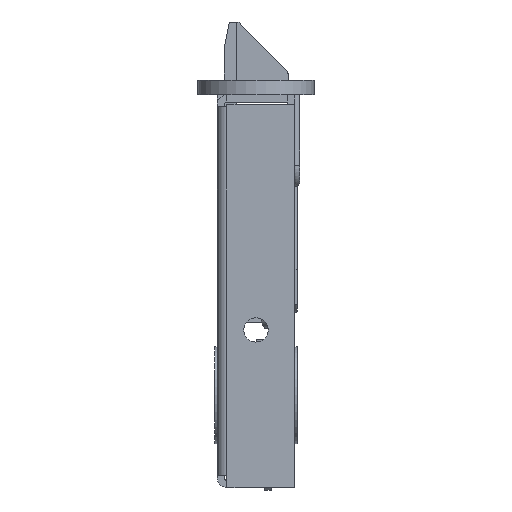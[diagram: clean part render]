
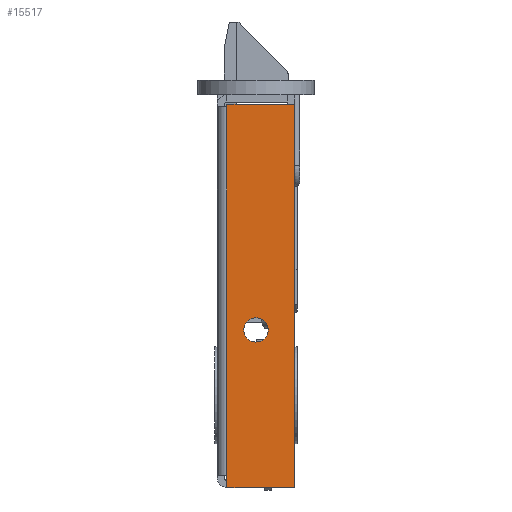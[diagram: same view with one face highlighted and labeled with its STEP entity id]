
A CAD part, left-side view. The second image highlights one B-rep face of the part: STEP entity #15517.
In plain terms, the highlighted planar face has unit normal (-1, 0, 0).
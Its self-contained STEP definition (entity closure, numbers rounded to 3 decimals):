
#3175=DIRECTION('',(0.,-1.,0.));
#3176=VECTOR('',#3175,14.);
#3177=CARTESIAN_POINT('',(0.,14.5,-81.9));
#3178=LINE('',#3177,#3176);
#3895=DIRECTION('',(0.,0.,-1.));
#3896=VECTOR('',#3895,76.);
#3897=CARTESIAN_POINT('',(0.,14.5,-3.4));
#3898=LINE('',#3897,#3896);
#3899=DIRECTION('',(0.,0.,1.));
#3900=VECTOR('',#3899,0.5);
#3901=CARTESIAN_POINT('',(0.,14.5,-3.4));
#3902=LINE('',#3901,#3900);
#3903=DIRECTION('',(0.,1.,0.));
#3904=VECTOR('',#3903,14.);
#3905=CARTESIAN_POINT('',(0.,0.5,-2.9));
#3906=LINE('',#3905,#3904);
#3907=DIRECTION('',(0.,0.,1.));
#3908=VECTOR('',#3907,79.);
#3909=CARTESIAN_POINT('',(0.,0.5,-81.9));
#3910=LINE('',#3909,#3908);
#3911=DIRECTION('',(0.,0.,1.));
#3912=VECTOR('',#3911,2.5);
#3913=CARTESIAN_POINT('',(0.,14.5,-81.9));
#3914=LINE('',#3913,#3912);
#3915=CARTESIAN_POINT('',(0.,8.5,-49.4));
#3916=DIRECTION('',(-1.,0.,0.));
#3917=DIRECTION('',(0.,0.,-1.));
#3918=AXIS2_PLACEMENT_3D('',#3915,#3916,#3917);
#3920=CARTESIAN_POINT('',(0.,8.5,-49.4));
#3921=DIRECTION('',(-1.,0.,0.));
#3922=DIRECTION('',(0.,0.,1.));
#3923=AXIS2_PLACEMENT_3D('',#3920,#3921,#3922);
#9492=CARTESIAN_POINT('',(0.,0.5,-81.9));
#9493=CARTESIAN_POINT('',(0.,0.5,-2.9));
#9494=VERTEX_POINT('',#9492);
#9495=VERTEX_POINT('',#9493);
#9696=CARTESIAN_POINT('',(0.,8.5,-51.9));
#9697=CARTESIAN_POINT('',(0.,8.5,-46.9));
#9698=VERTEX_POINT('',#9696);
#9699=VERTEX_POINT('',#9697);
#10019=CARTESIAN_POINT('',(0.,14.5,-81.9));
#10021=VERTEX_POINT('',#10019);
#10028=CARTESIAN_POINT('',(0.,14.5,-2.9));
#10030=VERTEX_POINT('',#10028);
#10135=CARTESIAN_POINT('',(0.,14.5,-79.4));
#10137=VERTEX_POINT('',#10135);
#10141=CARTESIAN_POINT('',(0.,14.5,-3.4));
#10142=VERTEX_POINT('',#10141);
#15496=CARTESIAN_POINT('',(0.,15.,-62.9));
#15497=DIRECTION('',(1.,0.,0.));
#15498=DIRECTION('',(0.,0.,1.));
#15499=AXIS2_PLACEMENT_3D('',#15496,#15497,#15498);
#15500=PLANE('',#15499);
#15501=ORIENTED_EDGE('',*,*,#15424,.F.);
#15503=ORIENTED_EDGE('',*,*,#15502,.T.);
#15504=ORIENTED_EDGE('',*,*,#15488,.F.);
#15505=ORIENTED_EDGE('',*,*,#14373,.F.);
#15506=ORIENTED_EDGE('',*,*,#14676,.F.);
#15508=ORIENTED_EDGE('',*,*,#15507,.T.);
#15509=EDGE_LOOP('',(#15501,#15503,#15504,#15505,#15506,#15508));
#15510=FACE_OUTER_BOUND('',#15509,.F.);
#15512=ORIENTED_EDGE('',*,*,#15511,.T.);
#15514=ORIENTED_EDGE('',*,*,#15513,.T.);
#15515=EDGE_LOOP('',(#15512,#15514));
#15516=FACE_BOUND('',#15515,.F.);
#15517=ADVANCED_FACE('',(#15510,#15516),#15500,.F.);
#3919=CIRCLE('',#3918,2.5);
#3924=CIRCLE('',#3923,2.5);
#14373=EDGE_CURVE('',#9494,#9495,#3910,.T.);
#14676=EDGE_CURVE('',#10021,#9494,#3178,.T.);
#15424=EDGE_CURVE('',#10142,#10137,#3898,.T.);
#15488=EDGE_CURVE('',#9495,#10030,#3906,.T.);
#15502=EDGE_CURVE('',#10142,#10030,#3902,.T.);
#15507=EDGE_CURVE('',#10021,#10137,#3914,.T.);
#15511=EDGE_CURVE('',#9698,#9699,#3919,.T.);
#15513=EDGE_CURVE('',#9699,#9698,#3924,.T.);
